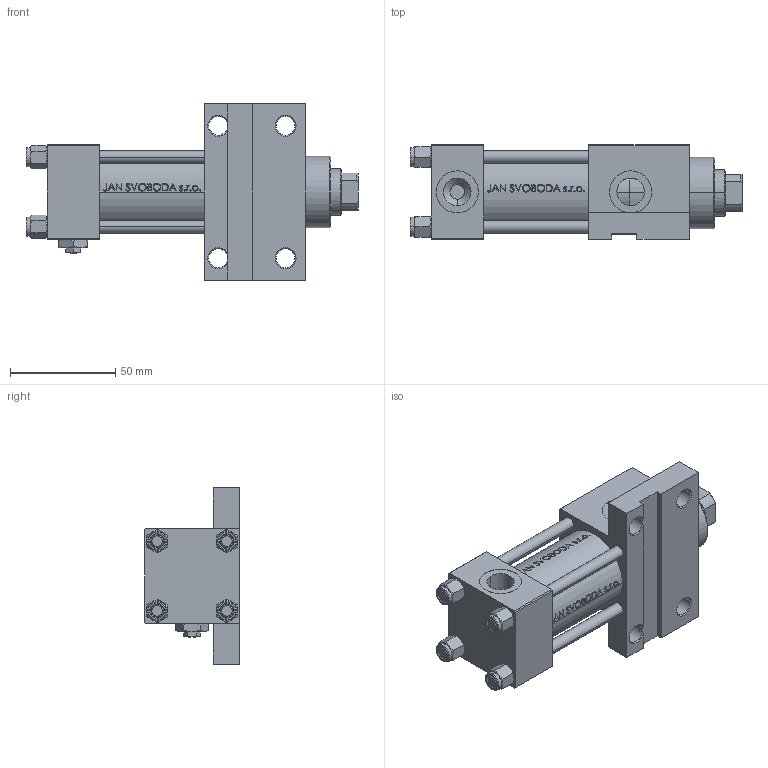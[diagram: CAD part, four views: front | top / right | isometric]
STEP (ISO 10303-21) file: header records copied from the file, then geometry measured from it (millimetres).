
FILE_DESCRIPTION (( 'STEP AP203' ), '1' );
FILE_NAME ('b6e1.STEP', '2024-02-13T11:10:58', ( '' ), ( '' ), 'SwSTEP 2.0', 'SolidWorks 2019', '' );
FILE_SCHEMA (( 'CONFIG_CONTROL_DESIGN' ));
Length unit declared in the file: millimetre
Products named in the file (7): V215_VC_A 79ce6437cf3fd9eb220f434f2fbed197; V215CR_F_TYCINKA 79ce6437cf3fd9eb220f434f2fbed197; b6e1; NUT_M5_F 79ce6437cf3fd9eb220f434f2fbed197; Zatka_pro_OIL_PORT 79ce6437cf3fd9eb220f434f2fbed197; V215CR_VCP_F 79ce6437cf3fd9eb220f434f2fbed197; V215CR_F_Body 79ce6437cf3fd9eb220f434f2fbed197
Assembly tree (12 placements, depth 2):
  b6e1
    V215CR_F_Body 79ce6437cf3fd9eb220f434f2fbed197
    V215CR_VCP_F 79ce6437cf3fd9eb220f434f2fbed197
    V215CR_F_TYCINKA 79ce6437cf3fd9eb220f434f2fbed197  x4
    NUT_M5_F 79ce6437cf3fd9eb220f434f2fbed197  x4
    V215_VC_A 79ce6437cf3fd9eb220f434f2fbed197
    Zatka_pro_OIL_PORT 79ce6437cf3fd9eb220f434f2fbed197
Bounding box: 158 x 45 x 84 mm (x, y, z)
Volume: 227061 mm3; surface area: 77943.6 mm2
Topology: 12 solids, 12 shells, 1150 faces, 2843 edges, 1831 vertices
Faces by surface type: plane 458, bspline 380, cone 174, cylinder 130, torus 8
Entity records: 49312 total; most frequent: CARTESIAN_POINT 26466, ORIENTED_EDGE 5178, DIRECTION 3301, EDGE_CURVE 2589, VERTEX_POINT 1687, VECTOR 1321, LINE 1321, EDGE_LOOP 1166
